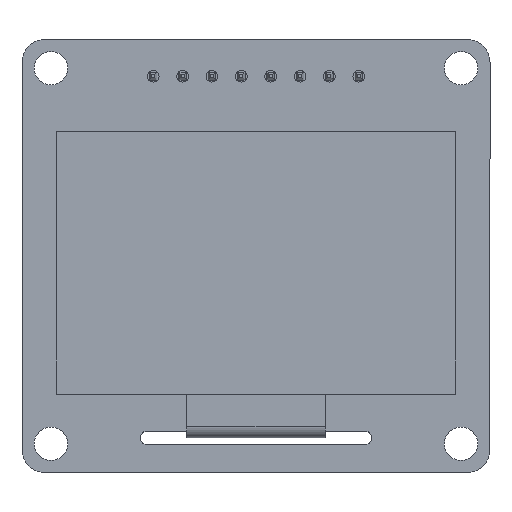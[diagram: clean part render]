
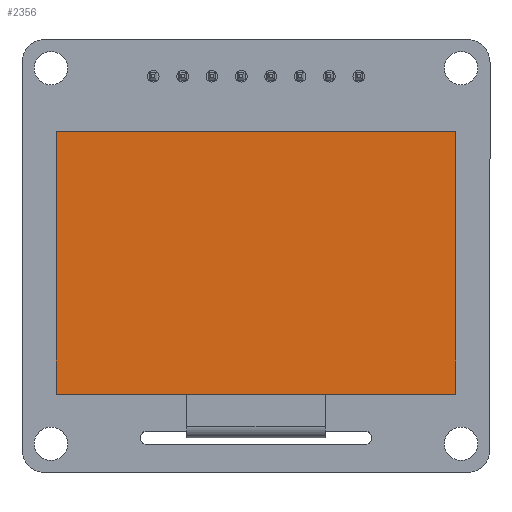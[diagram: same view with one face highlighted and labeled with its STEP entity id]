
A CAD part, top view. The second image highlights one B-rep face of the part: STEP entity #2356.
In plain terms, the highlighted planar face has unit normal (0, 0, 1).
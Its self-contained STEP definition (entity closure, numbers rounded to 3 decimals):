
#62 = VECTOR ( 'NONE', #769, 1000. ) ;
#209 = DIRECTION ( 'NONE',  ( 0., -1., 0. ) ) ;
#217 = CARTESIAN_POINT ( 'NONE',  ( 17.3, -11.95, 3.24 ) ) ;
#361 = VERTEX_POINT ( 'NONE', #3156 ) ;
#382 = EDGE_CURVE ( 'NONE', #526, #361, #2933, .T. ) ;
#446 = CARTESIAN_POINT ( 'NONE',  ( 17.3, 10.75, 3.24 ) ) ;
#465 = ORIENTED_EDGE ( 'NONE', *, *, #2919, .T. ) ;
#526 = VERTEX_POINT ( 'NONE', #446 ) ;
#528 = EDGE_CURVE ( 'NONE', #361, #1907, #1323, .T. ) ;
#666 = CARTESIAN_POINT ( 'NONE',  ( -17.3, 10.75, 3.24 ) ) ;
#695 = LINE ( 'NONE', #1966, #62 ) ;
#732 = VECTOR ( 'NONE', #1261, 1000. ) ;
#768 = VECTOR ( 'NONE', #209, 1000. ) ;
#769 = DIRECTION ( 'NONE',  ( 0., 1., 0. ) ) ;
#1193 = PLANE ( 'NONE',  #3126 ) ;
#1211 = CARTESIAN_POINT ( 'NONE',  ( 0., 0., 3.24 ) ) ;
#1261 = DIRECTION ( 'NONE',  ( 1., 0., 0. ) ) ;
#1294 = FACE_OUTER_BOUND ( 'NONE', #3036, .T. ) ;
#1323 = LINE ( 'NONE', #666, #768 ) ;
#1457 = DIRECTION ( 'NONE',  ( 0., 0., 1. ) ) ;
#1479 = LINE ( 'NONE', #2303, #732 ) ;
#1496 = ORIENTED_EDGE ( 'NONE', *, *, #528, .T. ) ;
#1711 = DIRECTION ( 'NONE',  ( 1., 0., 0. ) ) ;
#1783 = ORIENTED_EDGE ( 'NONE', *, *, #3132, .T. ) ;
#1825 = VECTOR ( 'NONE', #3084, 1000. ) ;
#1907 = VERTEX_POINT ( 'NONE', #2304 ) ;
#1966 = CARTESIAN_POINT ( 'NONE',  ( 17.3, 10.75, 3.24 ) ) ;
#2266 = ORIENTED_EDGE ( 'NONE', *, *, #382, .T. ) ;
#2303 = CARTESIAN_POINT ( 'NONE',  ( -17.3, -11.95, 3.24 ) ) ;
#2304 = CARTESIAN_POINT ( 'NONE',  ( -17.3, -11.95, 3.24 ) ) ;
#2343 = CARTESIAN_POINT ( 'NONE',  ( -17.3, 10.75, 3.24 ) ) ;
#2356 = ADVANCED_FACE ( 'NONE', ( #1294 ), #1193, .T. ) ;
#2802 = VERTEX_POINT ( 'NONE', #217 ) ;
#2919 = EDGE_CURVE ( 'NONE', #2802, #526, #695, .T. ) ;
#2933 = LINE ( 'NONE', #2343, #1825 ) ;
#3036 = EDGE_LOOP ( 'NONE', ( #1496, #1783, #465, #2266 ) ) ;
#3084 = DIRECTION ( 'NONE',  ( -1., 0., 0. ) ) ;
#3126 = AXIS2_PLACEMENT_3D ( 'NONE', #1211, #1457, #1711 ) ;
#3132 = EDGE_CURVE ( 'NONE', #1907, #2802, #1479, .T. ) ;
#3156 = CARTESIAN_POINT ( 'NONE',  ( -17.3, 10.75, 3.24 ) ) ;
